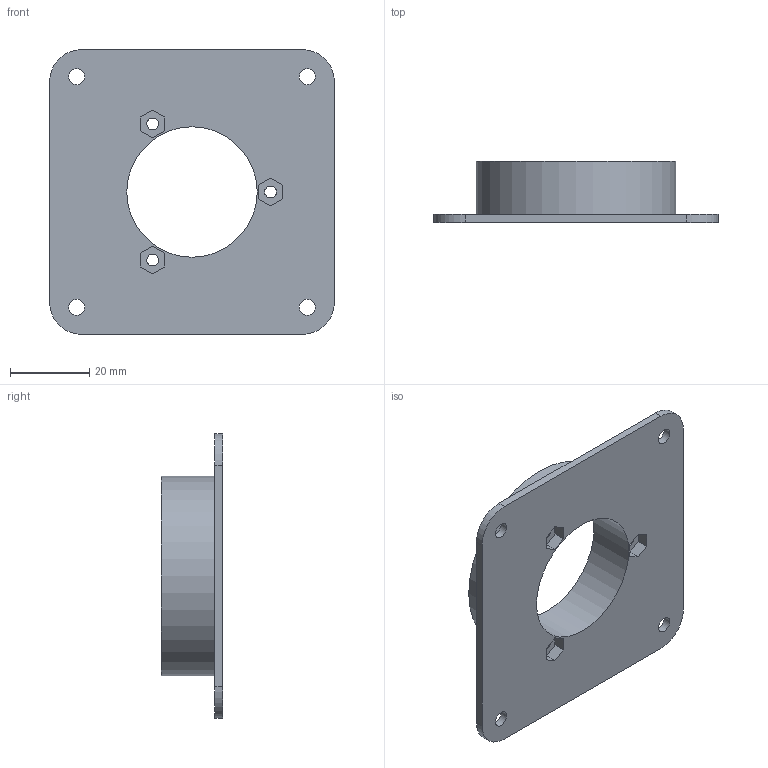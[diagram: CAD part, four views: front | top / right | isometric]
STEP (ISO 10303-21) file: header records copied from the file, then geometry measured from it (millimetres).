
FILE_DESCRIPTION(/* description */ (''),/* implementation_level */ '2;1');
FILE_NAME(/* name */ 'ayak_ust_base_B.stp',/* time_stamp */ '2021-07-29T10:27:38-07:00',/* author */ ('nergi'),/* organization */ (''),/* preprocessor_version */ 'ST-DEVELOPER v15.6',/* originating_system */ 'Autodesk Inventor 2015',/* authorisation */ '');
FILE_SCHEMA (('AUTOMOTIVE_DESIGN { 1 0 10303 214 3 1 1 }'));
Length unit declared in the file: millimetre
Products named in the file (1): ayak_ust_base_B
Bounding box: 72 x 15.5 x 72 mm (x, y, z)
Volume: 21349.1 mm3; surface area: 13369.6 mm2
Topology: 1 solids, 1 shells, 43 faces, 108 edges, 72 vertices
Faces by surface type: plane 29, cylinder 14
Full cylindrical faces by diameter (mm): 3 x3, 4 x4, 33 x1, 44.5 x1, 50.5 x1
Entity records: 1296 total; most frequent: DIRECTION 214, CARTESIAN_POINT 214, ORIENTED_EDGE 196, EDGE_CURVE 98, EDGE_LOOP 74, VERTEX_POINT 72, AXIS2_PLACEMENT_3D 72, LINE 70
